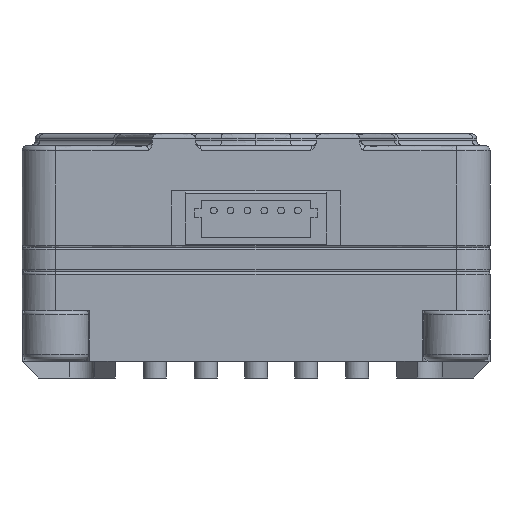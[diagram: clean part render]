
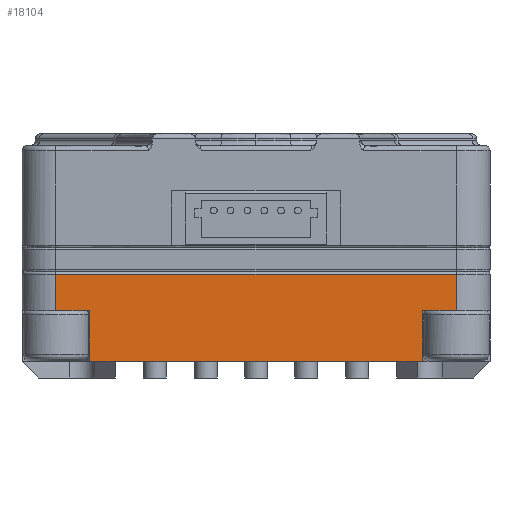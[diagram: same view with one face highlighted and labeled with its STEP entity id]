
A CAD part, left-side view. The second image highlights one B-rep face of the part: STEP entity #18104.
In plain terms, the highlighted free-form (B-spline) face has degree [1, 1] with [2, 2] control points.
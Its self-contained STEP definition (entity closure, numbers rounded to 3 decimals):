
#2155 = VERTEX_POINT('',#2156);
#2156 = CARTESIAN_POINT('',(-23.669,8.713,
    2.64));
#2161 = EDGE_CURVE('',#2155,#2162,#2164,.T.);
#2162 = VERTEX_POINT('',#2163);
#2163 = CARTESIAN_POINT('',(-23.669,10.473,
    2.64));
#2164 = B_SPLINE_CURVE_WITH_KNOTS('',1,(#2165,#2166),.UNSPECIFIED.,.F.,
  .F.,(2,2),(-3.,-1.),.PIECEWISE_BEZIER_KNOTS.);
#2165 = CARTESIAN_POINT('',(-23.669,8.713,
    2.64));
#2166 = CARTESIAN_POINT('',(-23.669,10.473,
    2.64));
#2895 = VERTEX_POINT('',#2896);
#2896 = CARTESIAN_POINT('',(-23.669,-10.473,
    2.64));
#2902 = EDGE_CURVE('',#2895,#2903,#2905,.T.);
#2903 = VERTEX_POINT('',#2904);
#2904 = CARTESIAN_POINT('',(-23.669,-8.713,
    2.64));
#2905 = B_SPLINE_CURVE_WITH_KNOTS('',1,(#2906,#2907),.UNSPECIFIED.,.F.,
  .F.,(2,2),(-10.9,-8.9),.PIECEWISE_BEZIER_KNOTS.);
#2906 = CARTESIAN_POINT('',(-23.669,-10.473,
    2.64));
#2907 = CARTESIAN_POINT('',(-23.669,-8.713,
    2.64));
#18088 = VERTEX_POINT('',#18089);
#18089 = CARTESIAN_POINT('',(-23.669,8.713,0.));
#18094 = EDGE_CURVE('',#18088,#2155,#18095,.T.);
#18095 = B_SPLINE_CURVE_WITH_KNOTS('',1,(#18096,#18097),.UNSPECIFIED.,
  .F.,.F.,(2,2),(-0.75,2.25),
  .PIECEWISE_BEZIER_KNOTS.);
#18096 = CARTESIAN_POINT('',(-23.669,8.713,0.));
#18097 = CARTESIAN_POINT('',(-23.669,8.713,
    2.64));
#18104 = ADVANCED_FACE('',(#18105),#18169,.T.);
#18105 = FACE_BOUND('',#18106,.T.);
#18106 = EDGE_LOOP('',(#18107,#18108,#18109,#18116,#18123,#18130,#18137,
    #18144,#18149,#18150,#18157,#18164));
#18107 = ORIENTED_EDGE('',*,*,#2161,.F.);
#18108 = ORIENTED_EDGE('',*,*,#18094,.F.);
#18109 = ORIENTED_EDGE('',*,*,#18110,.T.);
#18110 = EDGE_CURVE('',#18088,#18111,#18113,.T.);
#18111 = VERTEX_POINT('',#18112);
#18112 = CARTESIAN_POINT('',(-23.669,8.439,0.));
#18113 = B_SPLINE_CURVE_WITH_KNOTS('',1,(#18114,#18115),.UNSPECIFIED.,
  .F.,.F.,(2,2),(-9.9,-9.589),.PIECEWISE_BEZIER_KNOTS.);
#18114 = CARTESIAN_POINT('',(-23.669,8.713,0.));
#18115 = CARTESIAN_POINT('',(-23.669,8.439,0.));
#18116 = ORIENTED_EDGE('',*,*,#18117,.F.);
#18117 = EDGE_CURVE('',#18118,#18111,#18120,.T.);
#18118 = VERTEX_POINT('',#18119);
#18119 = CARTESIAN_POINT('',(-23.669,7.357,0.));
#18120 = B_SPLINE_CURVE_WITH_KNOTS('',1,(#18121,#18122),.UNSPECIFIED.,
  .F.,.F.,(2,2),(-3.155,-1.926),
  .PIECEWISE_BEZIER_KNOTS.);
#18121 = CARTESIAN_POINT('',(-23.669,7.357,0.));
#18122 = CARTESIAN_POINT('',(-23.669,8.439,0.));
#18123 = ORIENTED_EDGE('',*,*,#18124,.T.);
#18124 = EDGE_CURVE('',#18118,#18125,#18127,.T.);
#18125 = VERTEX_POINT('',#18126);
#18126 = CARTESIAN_POINT('',(-23.669,-7.357,0.));
#18127 = B_SPLINE_CURVE_WITH_KNOTS('',1,(#18128,#18129),.UNSPECIFIED.,
  .F.,.F.,(2,2),(-8.36,8.36),
  .PIECEWISE_BEZIER_KNOTS.);
#18128 = CARTESIAN_POINT('',(-23.669,7.357,0.));
#18129 = CARTESIAN_POINT('',(-23.669,-7.357,0.));
#18130 = ORIENTED_EDGE('',*,*,#18131,.F.);
#18131 = EDGE_CURVE('',#18132,#18125,#18134,.T.);
#18132 = VERTEX_POINT('',#18133);
#18133 = CARTESIAN_POINT('',(-23.669,-8.439,0.));
#18134 = B_SPLINE_CURVE_WITH_KNOTS('',1,(#18135,#18136),.UNSPECIFIED.,
  .F.,.F.,(2,2),(-9.974,-8.745),
  .PIECEWISE_BEZIER_KNOTS.);
#18135 = CARTESIAN_POINT('',(-23.669,-8.439,0.));
#18136 = CARTESIAN_POINT('',(-23.669,-7.357,0.));
#18137 = ORIENTED_EDGE('',*,*,#18138,.T.);
#18138 = EDGE_CURVE('',#18132,#18139,#18141,.T.);
#18139 = VERTEX_POINT('',#18140);
#18140 = CARTESIAN_POINT('',(-23.669,-8.713,0.));
#18141 = B_SPLINE_CURVE_WITH_KNOTS('',1,(#18142,#18143),.UNSPECIFIED.,
  .F.,.F.,(2,2),(9.589,9.9),.PIECEWISE_BEZIER_KNOTS.);
#18142 = CARTESIAN_POINT('',(-23.669,-8.439,0.));
#18143 = CARTESIAN_POINT('',(-23.669,-8.713,0.));
#18144 = ORIENTED_EDGE('',*,*,#18145,.F.);
#18145 = EDGE_CURVE('',#2903,#18139,#18146,.T.);
#18146 = B_SPLINE_CURVE_WITH_KNOTS('',1,(#18147,#18148),.UNSPECIFIED.,
  .F.,.F.,(2,2),(-2.25,0.75),
  .PIECEWISE_BEZIER_KNOTS.);
#18147 = CARTESIAN_POINT('',(-23.669,-8.713,
    2.64));
#18148 = CARTESIAN_POINT('',(-23.669,-8.713,0.));
#18149 = ORIENTED_EDGE('',*,*,#2902,.F.);
#18150 = ORIENTED_EDGE('',*,*,#18151,.T.);
#18151 = EDGE_CURVE('',#2895,#18152,#18154,.T.);
#18152 = VERTEX_POINT('',#18153);
#18153 = CARTESIAN_POINT('',(-23.669,-10.473,
    4.55));
#18154 = B_SPLINE_CURVE_WITH_KNOTS('',1,(#18155,#18156),.UNSPECIFIED.,
  .F.,.F.,(2,2),(3.,5.17),.PIECEWISE_BEZIER_KNOTS.);
#18155 = CARTESIAN_POINT('',(-23.669,-10.473,
    2.64));
#18156 = CARTESIAN_POINT('',(-23.669,-10.473,
    4.55));
#18157 = ORIENTED_EDGE('',*,*,#18158,.F.);
#18158 = EDGE_CURVE('',#18159,#18152,#18161,.T.);
#18159 = VERTEX_POINT('',#18160);
#18160 = CARTESIAN_POINT('',(-23.669,10.473,
    4.55));
#18161 = B_SPLINE_CURVE_WITH_KNOTS('',1,(#18162,#18163),.UNSPECIFIED.,
  .F.,.F.,(2,2),(-12.9,10.9),.PIECEWISE_BEZIER_KNOTS.);
#18162 = CARTESIAN_POINT('',(-23.669,10.473,
    4.55));
#18163 = CARTESIAN_POINT('',(-23.669,-10.473,
    4.55));
#18164 = ORIENTED_EDGE('',*,*,#18165,.F.);
#18165 = EDGE_CURVE('',#2162,#18159,#18166,.T.);
#18166 = B_SPLINE_CURVE_WITH_KNOTS('',1,(#18167,#18168),.UNSPECIFIED.,
  .F.,.F.,(2,2),(3.,5.17),.PIECEWISE_BEZIER_KNOTS.);
#18167 = CARTESIAN_POINT('',(-23.669,10.473,
    2.64));
#18168 = CARTESIAN_POINT('',(-23.669,10.473,
    4.55));
#18169 = B_SPLINE_SURFACE_WITH_KNOTS('',1,1,(
    (#18170,#18171)
    ,(#18172,#18173
    )),.UNSPECIFIED.,.F.,.F.,.F.,(2,2),(2,2),(0.,23.8),(0.,5.17),
  .PIECEWISE_BEZIER_KNOTS.);
#18170 = CARTESIAN_POINT('',(-23.669,10.473,0.));
#18171 = CARTESIAN_POINT('',(-23.669,10.473,
    4.55));
#18172 = CARTESIAN_POINT('',(-23.669,-10.473,0.));
#18173 = CARTESIAN_POINT('',(-23.669,-10.473,
    4.55));
